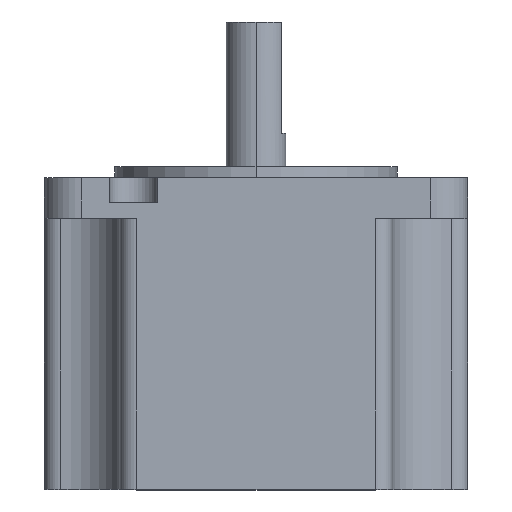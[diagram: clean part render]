
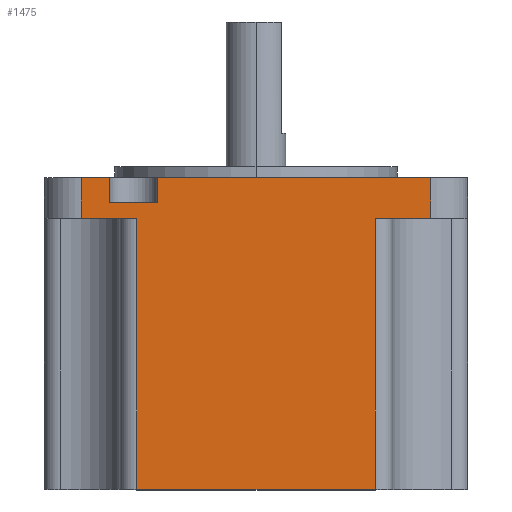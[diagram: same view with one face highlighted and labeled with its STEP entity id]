
A CAD part, top view. The second image highlights one B-rep face of the part: STEP entity #1475.
In plain terms, the highlighted planar face has unit normal (0, 0, 1).
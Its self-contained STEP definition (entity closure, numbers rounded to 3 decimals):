
#1 = EDGE_CURVE ( 'NONE', #1393, #899, #2432, .T. ) ;
#9 = VERTEX_POINT ( 'NONE', #1428 ) ;
#12 = CARTESIAN_POINT ( 'NONE',  ( 44.6, -42., 0. ) ) ;
#26 = DIRECTION ( 'NONE',  ( 1., 0., 0. ) ) ;
#35 = EDGE_CURVE ( 'NONE', #9, #571, #431, .T. ) ;
#41 = ORIENTED_EDGE ( 'NONE', *, *, #1, .F. ) ;
#45 = CARTESIAN_POINT ( 'NONE',  ( 0., -42., 0. ) ) ;
#81 = CARTESIAN_POINT ( 'NONE',  ( 15.2, 0., 0. ) ) ;
#97 = DIRECTION ( 'NONE',  ( 1., 0., 0. ) ) ;
#162 = ORIENTED_EDGE ( 'NONE', *, *, #2146, .T. ) ;
#163 = CARTESIAN_POINT ( 'NONE',  ( 15.2, -3.4, 0. ) ) ;
#198 = VERTEX_POINT ( 'NONE', #219 ) ;
#219 = CARTESIAN_POINT ( 'NONE',  ( 12.4, -5.5, 0. ) ) ;
#222 = CARTESIAN_POINT ( 'NONE',  ( 4.93, 0., 0. ) ) ;
#226 = CARTESIAN_POINT ( 'NONE',  ( 52.07, -5.5, 0. ) ) ;
#286 = ORIENTED_EDGE ( 'NONE', *, *, #432, .F. ) ;
#288 = CARTESIAN_POINT ( 'NONE',  ( 52.07, -6., 0. ) ) ;
#333 = LINE ( 'NONE', #1884, #1723 ) ;
#342 = ORIENTED_EDGE ( 'NONE', *, *, #1680, .F. ) ;
#349 = VECTOR ( 'NONE', #997, 1000. ) ;
#398 = VECTOR ( 'NONE', #1979, 1000. ) ;
#431 = LINE ( 'NONE', #2180, #1382 ) ;
#432 = EDGE_CURVE ( 'NONE', #198, #1393, #2442, .T. ) ;
#444 = ORIENTED_EDGE ( 'NONE', *, *, #2127, .F. ) ;
#464 = AXIS2_PLACEMENT_3D ( 'NONE', #971, #1152, #26 ) ;
#508 = VERTEX_POINT ( 'NONE', #81 ) ;
#550 = VERTEX_POINT ( 'NONE', #12 ) ;
#571 = VERTEX_POINT ( 'NONE', #1920 ) ;
#594 = DIRECTION ( 'NONE',  ( 1., 0., 0. ) ) ;
#596 = CARTESIAN_POINT ( 'NONE',  ( 44.6, -5.5, 0. ) ) ;
#618 = VECTOR ( 'NONE', #1417, 1000. ) ;
#654 = CARTESIAN_POINT ( 'NONE',  ( 44.6, -5.5, 0. ) ) ;
#678 = DIRECTION ( 'NONE',  ( 0., 1., 0. ) ) ;
#679 = ORIENTED_EDGE ( 'NONE', *, *, #2358, .F. ) ;
#693 = ORIENTED_EDGE ( 'NONE', *, *, #1309, .T. ) ;
#721 = VECTOR ( 'NONE', #868, 1000. ) ;
#750 = LINE ( 'NONE', #889, #1690 ) ;
#791 = VERTEX_POINT ( 'NONE', #1132 ) ;
#852 = VERTEX_POINT ( 'NONE', #1895 ) ;
#868 = DIRECTION ( 'NONE',  ( 1., 0., 0. ) ) ;
#873 = DIRECTION ( 'NONE',  ( 0., 1., 0. ) ) ;
#889 = CARTESIAN_POINT ( 'NONE',  ( 44.6, -5.5, 0. ) ) ;
#899 = VERTEX_POINT ( 'NONE', #222 ) ;
#919 = DIRECTION ( 'NONE',  ( 0., 1., 0. ) ) ;
#949 = VECTOR ( 'NONE', #1012, 1000. ) ;
#958 = LINE ( 'NONE', #163, #1395 ) ;
#971 = CARTESIAN_POINT ( 'NONE',  ( 0., -42., 0. ) ) ;
#997 = DIRECTION ( 'NONE',  ( 1., 0., 0. ) ) ;
#1012 = DIRECTION ( 'NONE',  ( -1., 0., 0. ) ) ;
#1016 = EDGE_LOOP ( 'NONE', ( #1251, #444, #2199, #342, #41, #286, #693, #1580, #1225, #1600, #162, #679 ) ) ;
#1064 = EDGE_CURVE ( 'NONE', #1947, #550, #750, .T. ) ;
#1126 = VERTEX_POINT ( 'NONE', #1452 ) ;
#1132 = CARTESIAN_POINT ( 'NONE',  ( 52.07, 0., 0. ) ) ;
#1152 = DIRECTION ( 'NONE',  ( 0., 0., 1. ) ) ;
#1225 = ORIENTED_EDGE ( 'NONE', *, *, #1064, .F. ) ;
#1228 = CARTESIAN_POINT ( 'NONE',  ( 8.8, -3.4, 0. ) ) ;
#1238 = EDGE_CURVE ( 'NONE', #852, #508, #958, .T. ) ;
#1251 = ORIENTED_EDGE ( 'NONE', *, *, #1238, .F. ) ;
#1288 = VECTOR ( 'NONE', #594, 1000. ) ;
#1309 = EDGE_CURVE ( 'NONE', #198, #1126, #333, .T. ) ;
#1347 = LINE ( 'NONE', #654, #398 ) ;
#1382 = VECTOR ( 'NONE', #873, 1000. ) ;
#1393 = VERTEX_POINT ( 'NONE', #1498 ) ;
#1395 = VECTOR ( 'NONE', #919, 1000. ) ;
#1417 = DIRECTION ( 'NONE',  ( 0., 1., 0. ) ) ;
#1428 = CARTESIAN_POINT ( 'NONE',  ( 8.8, -3.4, 0. ) ) ;
#1452 = CARTESIAN_POINT ( 'NONE',  ( 12.4, -42., 0. ) ) ;
#1475 = ADVANCED_FACE ( 'NONE', ( #1763 ), #2083, .T. ) ;
#1498 = CARTESIAN_POINT ( 'NONE',  ( 4.93, -5.5, 0. ) ) ;
#1580 = ORIENTED_EDGE ( 'NONE', *, *, #2037, .T. ) ;
#1600 = ORIENTED_EDGE ( 'NONE', *, *, #2313, .F. ) ;
#1618 = LINE ( 'NONE', #1228, #1677 ) ;
#1677 = VECTOR ( 'NONE', #97, 1000. ) ;
#1680 = EDGE_CURVE ( 'NONE', #899, #571, #2290, .T. ) ;
#1685 = DIRECTION ( 'NONE',  ( 0., -1., 0. ) ) ;
#1690 = VECTOR ( 'NONE', #2005, 1000. ) ;
#1694 = VERTEX_POINT ( 'NONE', #226 ) ;
#1723 = VECTOR ( 'NONE', #1685, 1000. ) ;
#1763 = FACE_OUTER_BOUND ( 'NONE', #1016, .T. ) ;
#1786 = LINE ( 'NONE', #2158, #721 ) ;
#1810 = CARTESIAN_POINT ( 'NONE',  ( 4.93, -6., 0. ) ) ;
#1861 = LINE ( 'NONE', #45, #349 ) ;
#1884 = CARTESIAN_POINT ( 'NONE',  ( 12.4, -5.5, 0. ) ) ;
#1895 = CARTESIAN_POINT ( 'NONE',  ( 15.2, -3.4, 0. ) ) ;
#1920 = CARTESIAN_POINT ( 'NONE',  ( 8.8, 0., 0. ) ) ;
#1942 = VECTOR ( 'NONE', #678, 1000. ) ;
#1947 = VERTEX_POINT ( 'NONE', #596 ) ;
#1979 = DIRECTION ( 'NONE',  ( -1., 0., 0. ) ) ;
#2005 = DIRECTION ( 'NONE',  ( 0., -1., 0. ) ) ;
#2037 = EDGE_CURVE ( 'NONE', #1126, #550, #1861, .T. ) ;
#2057 = LINE ( 'NONE', #288, #618 ) ;
#2083 = PLANE ( 'NONE',  #464 ) ;
#2127 = EDGE_CURVE ( 'NONE', #9, #852, #1618, .T. ) ;
#2131 = CARTESIAN_POINT ( 'NONE',  ( 0., -5.5, 0. ) ) ;
#2146 = EDGE_CURVE ( 'NONE', #1694, #791, #2057, .T. ) ;
#2158 = CARTESIAN_POINT ( 'NONE',  ( 0., 0., 0. ) ) ;
#2180 = CARTESIAN_POINT ( 'NONE',  ( 8.8, -3.4, 0. ) ) ;
#2199 = ORIENTED_EDGE ( 'NONE', *, *, #35, .T. ) ;
#2284 = CARTESIAN_POINT ( 'NONE',  ( 0., 0., 0. ) ) ;
#2290 = LINE ( 'NONE', #2284, #1288 ) ;
#2313 = EDGE_CURVE ( 'NONE', #1694, #1947, #1347, .T. ) ;
#2358 = EDGE_CURVE ( 'NONE', #508, #791, #1786, .T. ) ;
#2432 = LINE ( 'NONE', #1810, #1942 ) ;
#2442 = LINE ( 'NONE', #2131, #949 ) ;
